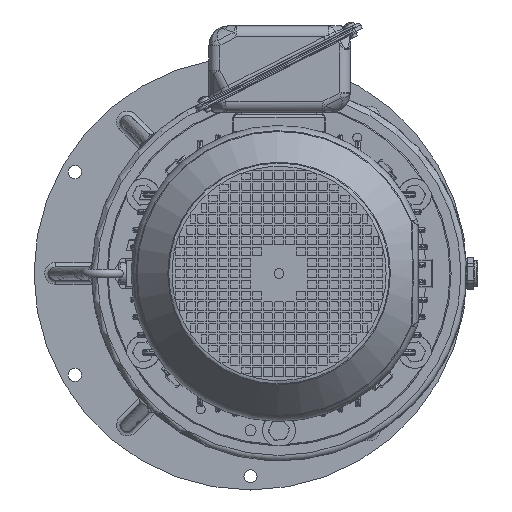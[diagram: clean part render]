
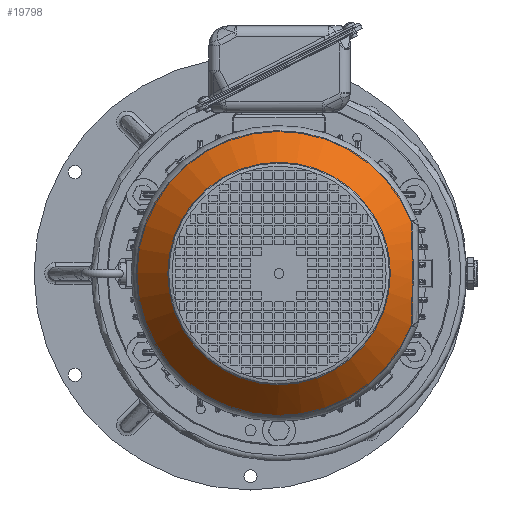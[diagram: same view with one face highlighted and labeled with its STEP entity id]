
A CAD part, left-side view. The second image highlights one B-rep face of the part: STEP entity #19798.
In plain terms, the highlighted conical face has half-angle 40 degrees and reference radius 135 mm.
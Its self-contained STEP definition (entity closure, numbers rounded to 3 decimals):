
#4730 = DIRECTION ( 'NONE',  ( 0., 1., 0. ) ) ;
#13456 = CARTESIAN_POINT ( 'NONE',  ( -441.932, 51.806, -16.352 ) ) ;
#15341 = CARTESIAN_POINT ( 'NONE',  ( -442.146, 51.783, 16.223 ) ) ;
#16293 = CARTESIAN_POINT ( 'NONE',  ( -433.465, 52.745, 47.757 ) ) ;
#19798 = ADVANCED_FACE ( 'NONE', ( #34758, #80303 ), #52882, .T. ) ;
#21881 = AXIS2_PLACEMENT_3D ( 'NONE', #48290, #152160, #155018 ) ;
#29971 = CARTESIAN_POINT ( 'NONE',  ( -433.465, 174., 0. ) ) ;
#30854 = CARTESIAN_POINT ( 'NONE',  ( -442.999, 51.679, 8.155 ) ) ;
#34758 = FACE_BOUND ( 'NONE', #146290, .T. ) ;
#37543 = EDGE_CURVE ( 'NONE', #135591, #95529, #46188, .T. ) ;
#42539 = CARTESIAN_POINT ( 'NONE',  ( -442.557, 51.732, -10.235 ) ) ;
#43512 = CARTESIAN_POINT ( 'NONE',  ( -442.718, 51.713, -8.185 ) ) ;
#43821 = EDGE_LOOP ( 'NONE', ( #101418, #175363 ) ) ;
#44452 = CARTESIAN_POINT ( 'NONE',  ( -442.999, 51.679, -2.039 ) ) ;
#44956 = EDGE_CURVE ( 'NONE', #95529, #135591, #64633, .T. ) ;
#46188 = CIRCLE ( 'NONE', #154666, 130.321 ) ;
#46354 = CARTESIAN_POINT ( 'NONE',  ( -438.845, 52.165, -32.327 ) ) ;
#48290 = CARTESIAN_POINT ( 'NONE',  ( -427.889, 174., 0. ) ) ;
#52882 = CONICAL_SURFACE ( 'NONE', #21881, 135., 0.698 ) ;
#57080 = CARTESIAN_POINT ( 'NONE',  ( -442.785, 51.705, -7.157 ) ) ;
#64633 = B_SPLINE_CURVE_WITH_KNOTS ( 'NONE', 3,
 ( #75449, #179284, #46354, #148246, #13456, #73537, #42539, #43512, #57080, #90933, #44452, #30854, #15341, #74508, #102634, #160931, #150165, #89989, #72596, #16293 ),
 .UNSPECIFIED., .F., .F.,
 ( 4, 2, 2, 2, 2, 2, 2, 2, 2, 4 ),
 ( 0., 0.024, 0.037, 0.04, 0.043, 0.049, 0.073, 0.079, 0.085, 0.098 ),
 .UNSPECIFIED. ) ;
#72596 = CARTESIAN_POINT ( 'NONE',  ( -434.963, 52.589, 43.932 ) ) ;
#73537 = CARTESIAN_POINT ( 'NONE',  ( -442.464, 51.743, -11.257 ) ) ;
#73649 = DIRECTION ( 'NONE',  ( 1., 0., 0. ) ) ;
#74508 = CARTESIAN_POINT ( 'NONE',  ( -440.105, 52.019, 26.211 ) ) ;
#75449 = CARTESIAN_POINT ( 'NONE',  ( -433.465, 52.745, -47.757 ) ) ;
#80303 = FACE_OUTER_BOUND ( 'NONE', #43821, .T. ) ;
#87366 = AXIS2_PLACEMENT_3D ( 'NONE', #177512, #73649, #134740 ) ;
#89989 = CARTESIAN_POINT ( 'NONE',  ( -436.314, 52.443, 40.057 ) ) ;
#90933 = CARTESIAN_POINT ( 'NONE',  ( -442.946, 51.686, -4.083 ) ) ;
#95529 = VERTEX_POINT ( 'NONE', #169260 ) ;
#101418 = ORIENTED_EDGE ( 'NONE', *, *, #44956, .T. ) ;
#102634 = CARTESIAN_POINT ( 'NONE',  ( -439.648, 52.072, 28.204 ) ) ;
#112583 = EDGE_CURVE ( 'NONE', #185850, #185850, #189758, .T. ) ;
#122071 = DIRECTION ( 'NONE',  ( -1., 0., 0. ) ) ;
#131421 = ORIENTED_EDGE ( 'NONE', *, *, #112583, .T. ) ;
#134740 = DIRECTION ( 'NONE',  ( 0., 1., 0. ) ) ;
#135591 = VERTEX_POINT ( 'NONE', #137906 ) ;
#137906 = CARTESIAN_POINT ( 'NONE',  ( -433.465, 52.745, 47.757 ) ) ;
#146290 = EDGE_LOOP ( 'NONE', ( #131421 ) ) ;
#148246 = CARTESIAN_POINT ( 'NONE',  ( -441.301, 51.881, -20.379 ) ) ;
#150165 = CARTESIAN_POINT ( 'NONE',  ( -438.09, 52.247, 34.162 ) ) ;
#152160 = DIRECTION ( 'NONE',  ( 1., 0., 0. ) ) ;
#154666 = AXIS2_PLACEMENT_3D ( 'NONE', #29971, #122071, #4730 ) ;
#155018 = DIRECTION ( 'NONE',  ( 0., -1., 0. ) ) ;
#157671 = CARTESIAN_POINT ( 'NONE',  ( -467.814, 275.499, 0. ) ) ;
#160931 = CARTESIAN_POINT ( 'NONE',  ( -438.64, 52.186, 32.18 ) ) ;
#169260 = CARTESIAN_POINT ( 'NONE',  ( -433.465, 52.745, -47.757 ) ) ;
#175363 = ORIENTED_EDGE ( 'NONE', *, *, #37543, .T. ) ;
#177512 = CARTESIAN_POINT ( 'NONE',  ( -467.814, 174., 0. ) ) ;
#179284 = CARTESIAN_POINT ( 'NONE',  ( -436.458, 52.434, -40.113 ) ) ;
#185850 = VERTEX_POINT ( 'NONE', #157671 ) ;
#189758 = CIRCLE ( 'NONE', #87366, 101.499 ) ;
